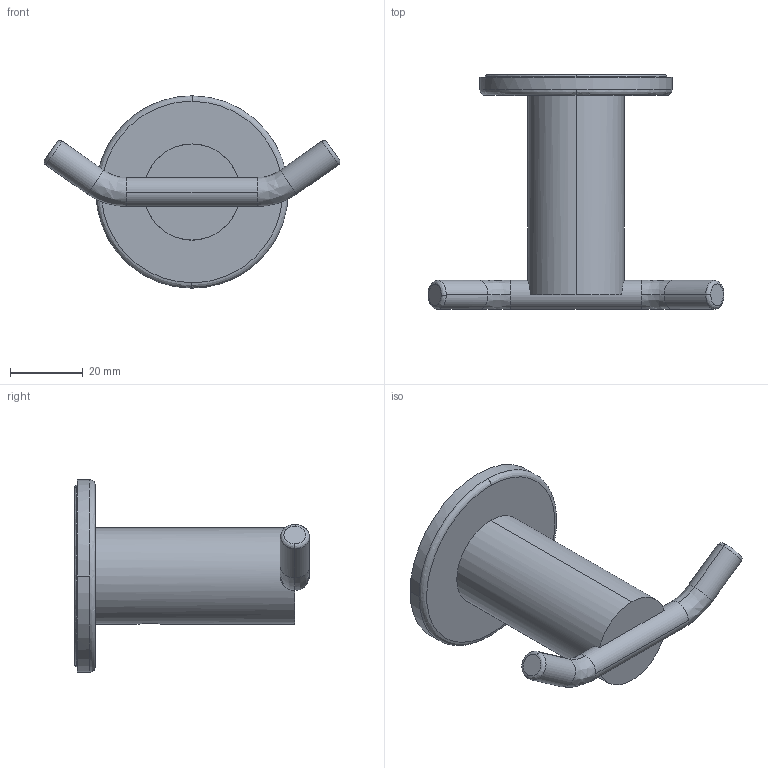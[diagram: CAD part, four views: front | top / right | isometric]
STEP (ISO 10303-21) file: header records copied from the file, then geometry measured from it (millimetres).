
FILE_DESCRIPTION (( 'STEP AP203' ), '1' );
FILE_NAME ('ASM06.stp', '2021-05-14T05:33:33', ( '' ), ( '' ), 'SwSTEP 2.0', 'SolidWorks 2021', '' );
FILE_SCHEMA (( 'CONFIG_CONTROL_DESIGN' ));
Length unit declared in the file: millimetre
Products named in the file (10): PQ35000; PQ36102; Q3P_ASM; PQ36022; PQ36102_2; PLSDJ0507; PQ36022_2; PQ36070; PQ35020; ASM06
Assembly tree (9 placements, depth 3):
  ASM06
    PQ36102
    PQ36102_2
    PQ36022
    PQ36022_2
    PQ36070
    Q3P_ASM
      PQ35020
      PQ35000
      PLSDJ0507
Bounding box: 81.57 x 64.7 x 53 mm (x, y, z)
Volume: 25654.4 mm3; surface area: 27193.9 mm2
Topology: 6 solids, 8 shells, 390 faces, 1003 edges, 594 vertices
Faces by surface type: cylinder 169, bspline 126, plane 82, cone 13
Entity records: 20584 total; most frequent: CARTESIAN_POINT 11095, ORIENTED_EDGE 1916, DIRECTION 1588, EDGE_CURVE 962, AXIS2_PLACEMENT_3D 625, VERTEX_POINT 594, EDGE_LOOP 412, ADVANCED_FACE 390
